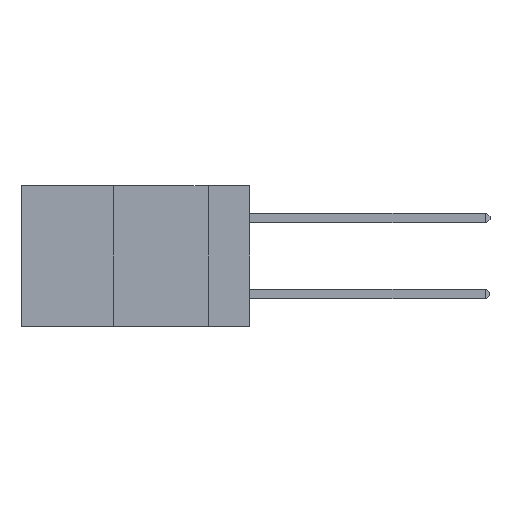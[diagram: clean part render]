
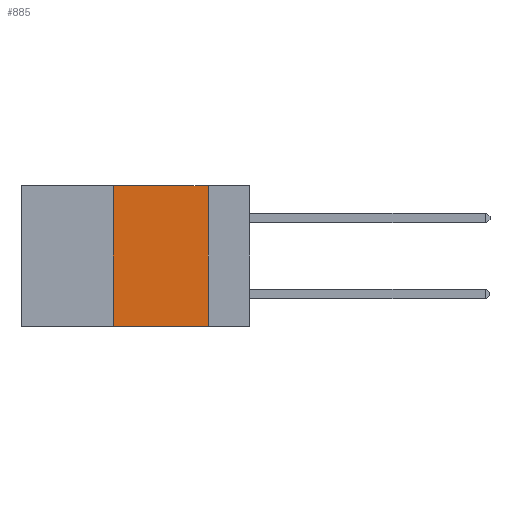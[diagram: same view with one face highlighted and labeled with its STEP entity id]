
A CAD part, left-side view. The second image highlights one B-rep face of the part: STEP entity #885.
In plain terms, the highlighted planar face has unit normal (-1, 0, 0).
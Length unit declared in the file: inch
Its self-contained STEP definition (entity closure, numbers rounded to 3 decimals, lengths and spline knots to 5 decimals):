
#114 = DIRECTION ( 'NONE',  ( 0., -1., 0. ) ) ;
#450 = VERTEX_POINT ( 'NONE', #9134 ) ;
#462 = LINE ( 'NONE', #16938, #15474 ) ;
#829 = VERTEX_POINT ( 'NONE', #3627 ) ;
#885 = ADVANCED_FACE ( 'NONE', ( #4077 ), #13710, .F. ) ;
#1428 = CARTESIAN_POINT ( 'NONE',  ( 0., 0.36, 0. ) ) ;
#1529 = EDGE_CURVE ( 'NONE', #5666, #450, #462, .T. ) ;
#2709 = EDGE_CURVE ( 'NONE', #829, #450, #6502, .T. ) ;
#3238 = DIRECTION ( 'NONE',  ( 0., -1., 0. ) ) ;
#3627 = CARTESIAN_POINT ( 'NONE',  ( 0., 0.11, 0. ) ) ;
#4077 = FACE_OUTER_BOUND ( 'NONE', #4906, .T. ) ;
#4598 = CARTESIAN_POINT ( 'NONE',  ( 0., 0.6, 0. ) ) ;
#4906 = EDGE_LOOP ( 'NONE', ( #7712, #11963, #12656, #8645 ) ) ;
#4951 = DIRECTION ( 'NONE',  ( 0., 0., -1. ) ) ;
#4967 = DIRECTION ( 'NONE',  ( 1., 0., 0. ) ) ;
#5420 = DIRECTION ( 'NONE',  ( 0., 0., -1. ) ) ;
#5666 = VERTEX_POINT ( 'NONE', #6989 ) ;
#6502 = LINE ( 'NONE', #11251, #18581 ) ;
#6704 = EDGE_CURVE ( 'NONE', #5666, #13691, #17691, .T. ) ;
#6989 = CARTESIAN_POINT ( 'NONE',  ( 0., 0.36, -0.37 ) ) ;
#7712 = ORIENTED_EDGE ( 'NONE', *, *, #2709, .F. ) ;
#8645 = ORIENTED_EDGE ( 'NONE', *, *, #1529, .T. ) ;
#9134 = CARTESIAN_POINT ( 'NONE',  ( 0., 0.11, -0.37 ) ) ;
#10709 = CARTESIAN_POINT ( 'NONE',  ( 0., 0.36, 0. ) ) ;
#11251 = CARTESIAN_POINT ( 'NONE',  ( 0., 0.11, 0. ) ) ;
#11682 = VECTOR ( 'NONE', #114, 39.37008 ) ;
#11963 = ORIENTED_EDGE ( 'NONE', *, *, #15915, .F. ) ;
#12656 = ORIENTED_EDGE ( 'NONE', *, *, #6704, .F. ) ;
#13088 = CARTESIAN_POINT ( 'NONE',  ( 0., 0.6, 0. ) ) ;
#13691 = VERTEX_POINT ( 'NONE', #1428 ) ;
#13710 = PLANE ( 'NONE',  #17812 ) ;
#13775 = VECTOR ( 'NONE', #15195, 39.37008 ) ;
#15195 = DIRECTION ( 'NONE',  ( 0., 0., 1. ) ) ;
#15474 = VECTOR ( 'NONE', #3238, 39.37008 ) ;
#15621 = LINE ( 'NONE', #13088, #11682 ) ;
#15915 = EDGE_CURVE ( 'NONE', #13691, #829, #15621, .T. ) ;
#16938 = CARTESIAN_POINT ( 'NONE',  ( 0., 0.6, -0.37 ) ) ;
#17691 = LINE ( 'NONE', #10709, #13775 ) ;
#17812 = AXIS2_PLACEMENT_3D ( 'NONE', #4598, #4967, #4951 ) ;
#18581 = VECTOR ( 'NONE', #5420, 39.37008 ) ;
